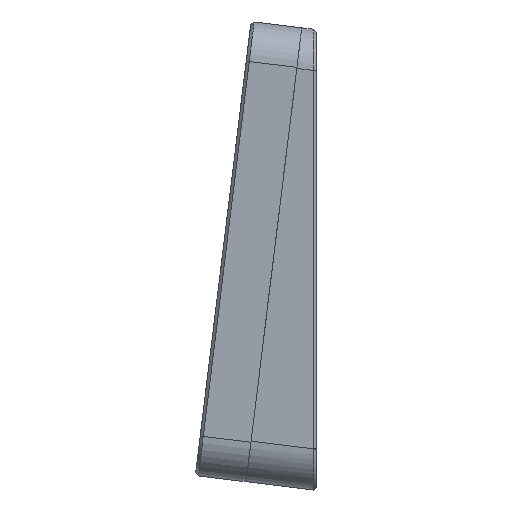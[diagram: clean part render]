
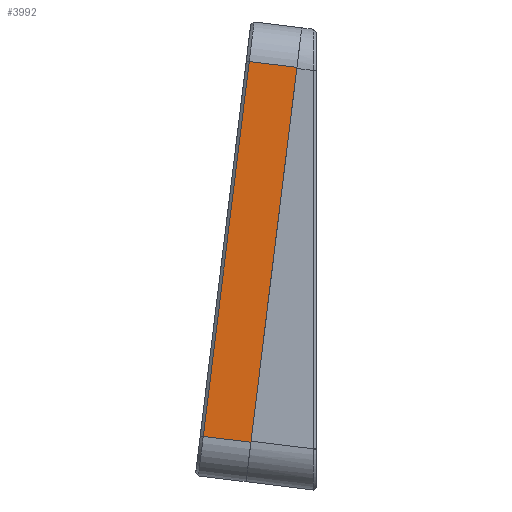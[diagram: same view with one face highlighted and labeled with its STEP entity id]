
A CAD part, left-side view. The second image highlights one B-rep face of the part: STEP entity #3992.
In plain terms, the highlighted planar face has unit normal (-1, 0, 0).
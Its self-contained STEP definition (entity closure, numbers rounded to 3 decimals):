
#657=FACE_OUTER_BOUND('',#900,.T.);
#900=EDGE_LOOP('',(#3560,#3561,#3562,#3563));
#1202=LINE('',#7408,#1513);
#1207=LINE('',#7421,#1518);
#1208=LINE('',#7423,#1519);
#1209=LINE('',#7424,#1520);
#1513=VECTOR('',#5024,10.);
#1518=VECTOR('',#5039,10.);
#1519=VECTOR('',#5040,10.);
#1520=VECTOR('',#5041,10.);
#1913=VERTEX_POINT('',#7400);
#1915=VERTEX_POINT('',#7406);
#1918=VERTEX_POINT('',#7420);
#1919=VERTEX_POINT('',#7422);
#2472=EDGE_CURVE('',#1915,#1913,#1202,.T.);
#2479=EDGE_CURVE('',#1918,#1915,#1207,.T.);
#2480=EDGE_CURVE('',#1918,#1919,#1208,.T.);
#2481=EDGE_CURVE('',#1919,#1913,#1209,.T.);
#3560=ORIENTED_EDGE('',*,*,#2472,.F.);
#3561=ORIENTED_EDGE('',*,*,#2479,.F.);
#3562=ORIENTED_EDGE('',*,*,#2480,.T.);
#3563=ORIENTED_EDGE('',*,*,#2481,.T.);
#3785=PLANE('',#4270);
#3992=ADVANCED_FACE('',(#657),#3785,.T.);
#4270=AXIS2_PLACEMENT_3D('',#7419,#5037,#5038);
#5024=DIRECTION('',(0.,-0.122,0.993));
#5037=DIRECTION('center_axis',(-1.,0.,0.));
#5038=DIRECTION('ref_axis',(0.,-0.122,0.993));
#5039=DIRECTION('',(0.,0.993,0.122));
#5040=DIRECTION('',(0.,-0.122,0.993));
#5041=DIRECTION('',(0.,0.993,0.122));
#7400=CARTESIAN_POINT('',(16.562,-13.455,-54.558));
#7406=CARTESIAN_POINT('',(16.562,-8.946,-91.282));
#7408=CARTESIAN_POINT('',(16.562,-10.073,-82.101));
#7419=CARTESIAN_POINT('Origin',(16.562,-13.611,-91.855));
#7420=CARTESIAN_POINT('',(16.562,-13.611,-91.855));
#7421=CARTESIAN_POINT('',(16.562,-13.611,-91.855));
#7422=CARTESIAN_POINT('',(16.562,-18.12,-55.131));
#7423=CARTESIAN_POINT('',(16.562,-13.611,-91.855));
#7424=CARTESIAN_POINT('',(16.562,-18.12,-55.131));
